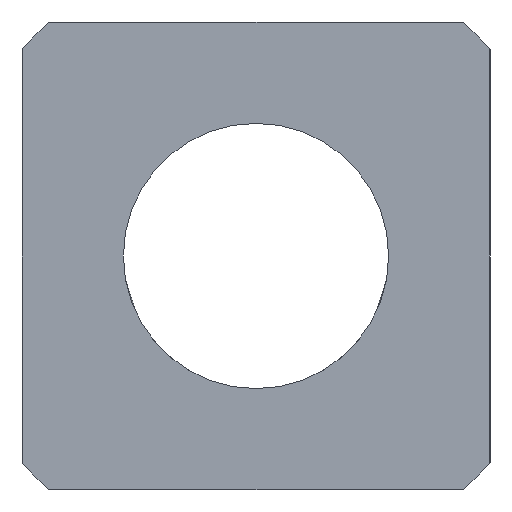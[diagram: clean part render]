
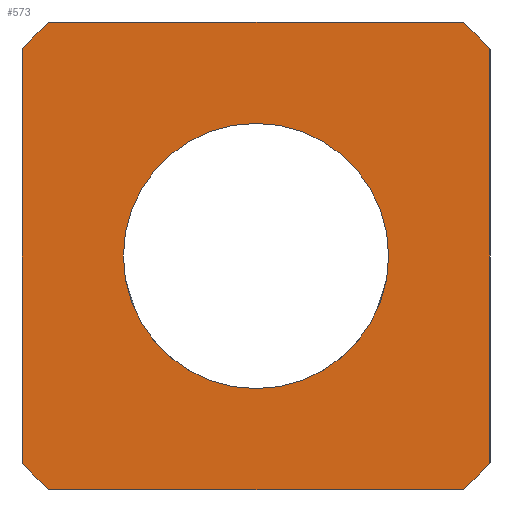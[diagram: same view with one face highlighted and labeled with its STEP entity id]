
A CAD part, left-side view. The second image highlights one B-rep face of the part: STEP entity #573.
In plain terms, the highlighted planar face has unit normal (-1, 0, 0).
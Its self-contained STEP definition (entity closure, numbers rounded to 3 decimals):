
#17=LINE($,#1188,#49);
#18=LINE($,#1192,#50);
#19=LINE($,#1196,#51);
#20=LINE($,#1200,#52);
#49=VECTOR($,#736,52.915);
#50=VECTOR($,#739,52.915);
#51=VECTOR($,#742,52.915);
#52=VECTOR($,#745,52.915);
#106=PLANE($,#629);
#135=FACE_BOUND($,#217,.T.);
#136=FACE_BOUND($,#218,.T.);
#217=EDGE_LOOP($,(#452));
#218=EDGE_LOOP($,(#453,#454,#455,#456,#457,#458,#459,#460));
#256=CIRCLE($,#602,17.);
#272=CIRCLE($,#630,40.);
#273=CIRCLE($,#631,40.);
#274=CIRCLE($,#632,40.);
#275=CIRCLE($,#633,40.);
#288=VERTEX_POINT($,#838);
#316=VERTEX_POINT($,#1186);
#317=VERTEX_POINT($,#1187);
#318=VERTEX_POINT($,#1189);
#319=VERTEX_POINT($,#1191);
#320=VERTEX_POINT($,#1193);
#321=VERTEX_POINT($,#1195);
#322=VERTEX_POINT($,#1197);
#323=VERTEX_POINT($,#1199);
#344=EDGE_CURVE($,#288,#288,#256,.T.);
#372=EDGE_CURVE($,#316,#317,#17,.T.);
#373=EDGE_CURVE($,#318,#317,#272,.T.);
#374=EDGE_CURVE($,#318,#319,#18,.T.);
#375=EDGE_CURVE($,#320,#319,#273,.T.);
#376=EDGE_CURVE($,#320,#321,#19,.T.);
#377=EDGE_CURVE($,#322,#321,#274,.T.);
#378=EDGE_CURVE($,#322,#323,#20,.T.);
#379=EDGE_CURVE($,#316,#323,#275,.T.);
#452=ORIENTED_EDGE($,*,*,#344,.T.);
#453=ORIENTED_EDGE($,*,*,#372,.T.);
#454=ORIENTED_EDGE($,*,*,#373,.F.);
#455=ORIENTED_EDGE($,*,*,#374,.T.);
#456=ORIENTED_EDGE($,*,*,#375,.F.);
#457=ORIENTED_EDGE($,*,*,#376,.T.);
#458=ORIENTED_EDGE($,*,*,#377,.F.);
#459=ORIENTED_EDGE($,*,*,#378,.T.);
#460=ORIENTED_EDGE($,*,*,#379,.F.);
#573=ADVANCED_FACE($,(#135,#136),#106,.T.);
#602=AXIS2_PLACEMENT_3D($,#839,#676,#677);
#629=AXIS2_PLACEMENT_3D($,#1185,#734,#735);
#630=AXIS2_PLACEMENT_3D($,#1190,#737,#738);
#631=AXIS2_PLACEMENT_3D($,#1194,#740,#741);
#632=AXIS2_PLACEMENT_3D($,#1198,#743,#744);
#633=AXIS2_PLACEMENT_3D($,#1201,#746,#747);
#676=DIRECTION('center_axis',(1.,0.,0.));
#677=DIRECTION('ref_axis',(0.,0.,-1.));
#734=DIRECTION('center_axis',(-1.,0.,0.));
#735=DIRECTION('ref_axis',(0.,0.,1.));
#736=DIRECTION($,(0.,1.,0.));
#737=DIRECTION('center_axis',(1.,0.,0.));
#738=DIRECTION('ref_axis',(0.,1.,0.));
#739=DIRECTION($,(0.,0.,-1.));
#740=DIRECTION('center_axis',(1.,0.,0.));
#741=DIRECTION('ref_axis',(0.,1.,0.));
#742=DIRECTION($,(0.,-1.,0.));
#743=DIRECTION('center_axis',(1.,0.,0.));
#744=DIRECTION('ref_axis',(0.,1.,0.));
#745=DIRECTION($,(0.,0.,1.));
#746=DIRECTION('center_axis',(1.,0.,0.));
#747=DIRECTION('ref_axis',(0.,1.,0.));
#838=CARTESIAN_POINT('',(0.,0.,17.));
#839=CARTESIAN_POINT('Origin',(0.,0.,0.));
#1185=CARTESIAN_POINT('Origin',(0.,28.5,0.));
#1186=CARTESIAN_POINT('',(0.,-26.458,30.));
#1187=CARTESIAN_POINT('',(0.,26.458,30.));
#1188=CARTESIAN_POINT($,(0.,27.479,30.));
#1189=CARTESIAN_POINT('',(0.,30.,26.458));
#1190=CARTESIAN_POINT('Origin',(0.,0.,0.));
#1191=CARTESIAN_POINT('',(0.,30.,-26.458));
#1192=CARTESIAN_POINT($,(0.,30.,-13.229));
#1193=CARTESIAN_POINT('',(0.,26.458,-30.));
#1194=CARTESIAN_POINT('Origin',(0.,0.,0.));
#1195=CARTESIAN_POINT('',(0.,-26.458,-30.));
#1196=CARTESIAN_POINT($,(0.,1.021,-30.));
#1197=CARTESIAN_POINT('',(0.,-30.,-26.458));
#1198=CARTESIAN_POINT('Origin',(0.,0.,0.));
#1199=CARTESIAN_POINT('',(0.,-30.,26.458));
#1200=CARTESIAN_POINT($,(0.,-30.,13.229));
#1201=CARTESIAN_POINT('Origin',(0.,0.,0.));
